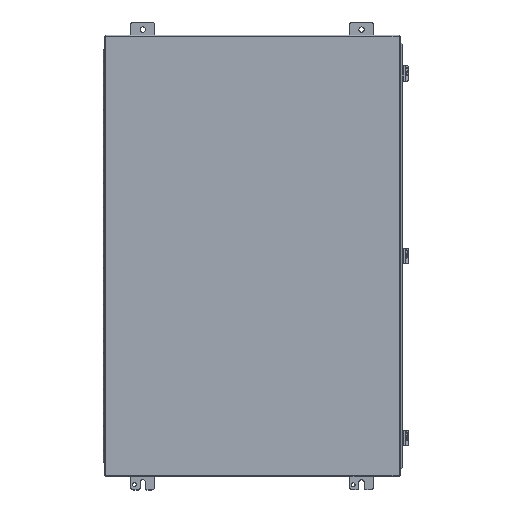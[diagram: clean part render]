
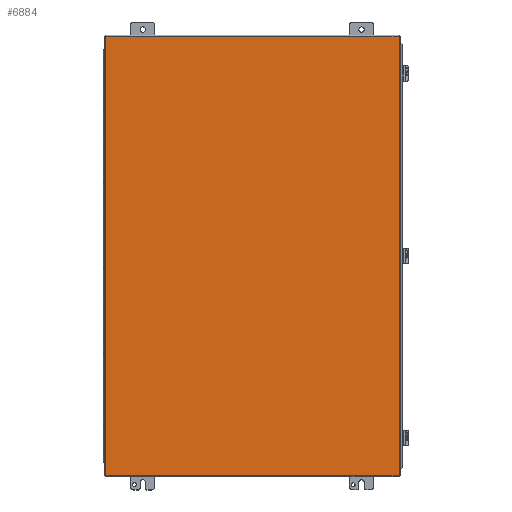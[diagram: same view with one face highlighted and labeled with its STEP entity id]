
A CAD part, top view. The second image highlights one B-rep face of the part: STEP entity #6884.
In plain terms, the highlighted planar face has unit normal (0, 0, 1).
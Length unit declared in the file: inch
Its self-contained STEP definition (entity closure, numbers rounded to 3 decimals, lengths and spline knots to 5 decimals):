
#5894=CARTESIAN_POINT('',(24.2204,0.0896,0.074));
#5895=VERTEX_POINT('',#5894);
#5906=CARTESIAN_POINT('',(0.0896,0.0896,0.074));
#5907=VERTEX_POINT('',#5906);
#5908=CARTESIAN_POINT('',(0.0896,0.0896,0.074));
#5909=DIRECTION('',(1.0,0.0,0.0));
#5910=VECTOR('',#5909,24.1308);
#5911=LINE('',#5908,#5910);
#5912=EDGE_CURVE('',#5907,#5895,#5911,.T.);
#6184=CARTESIAN_POINT('',(0.0896,36.2204,0.074));
#6185=VERTEX_POINT('',#6184);
#6186=CARTESIAN_POINT('',(0.0896,36.2204,0.074));
#6187=DIRECTION('',(0.0,-1.0,0.0));
#6188=VECTOR('',#6187,36.1308);
#6189=LINE('',#6186,#6188);
#6190=EDGE_CURVE('',#6185,#5907,#6189,.T.);
#6436=CARTESIAN_POINT('',(24.2204,36.2204,0.074));
#6437=VERTEX_POINT('',#6436);
#6448=CARTESIAN_POINT('',(24.2204,0.0896,0.074));
#6449=DIRECTION('',(0.0,1.0,0.0));
#6450=VECTOR('',#6449,36.1308);
#6451=LINE('',#6448,#6450);
#6452=EDGE_CURVE('',#5895,#6437,#6451,.T.);
#6624=CARTESIAN_POINT('',(24.2204,36.2204,0.074));
#6625=DIRECTION('',(-1.0,0.0,0.0));
#6626=VECTOR('',#6625,24.1308);
#6627=LINE('',#6624,#6626);
#6628=EDGE_CURVE('',#6437,#6185,#6627,.T.);
#6873=CARTESIAN_POINT('',(12.155,18.155,0.074));
#6874=DIRECTION('',(0.0,0.0,1.0));
#6875=DIRECTION('',(1.0,0.0,0.0));
#6876=AXIS2_PLACEMENT_3D('',#6873,#6874,#6875);
#6877=PLANE('',#6876);
#6878=ORIENTED_EDGE('',*,*,#5912,.T.);
#6879=ORIENTED_EDGE('',*,*,#6452,.T.);
#6880=ORIENTED_EDGE('',*,*,#6628,.T.);
#6881=ORIENTED_EDGE('',*,*,#6190,.T.);
#6882=EDGE_LOOP('',(#6878,#6879,#6880,#6881));
#6883=FACE_OUTER_BOUND('',#6882,.T.);
#6884=ADVANCED_FACE('',(#6883),#6877,.T.);
